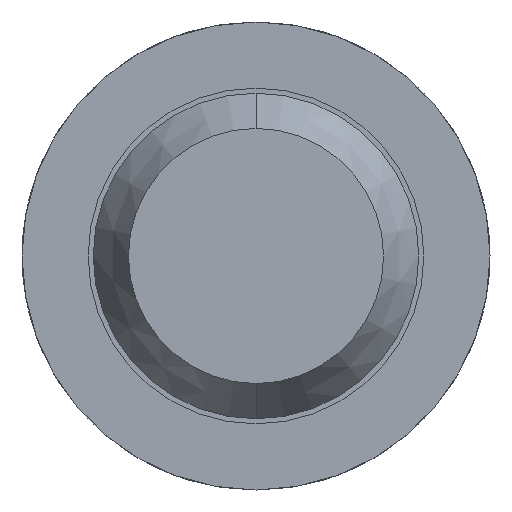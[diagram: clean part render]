
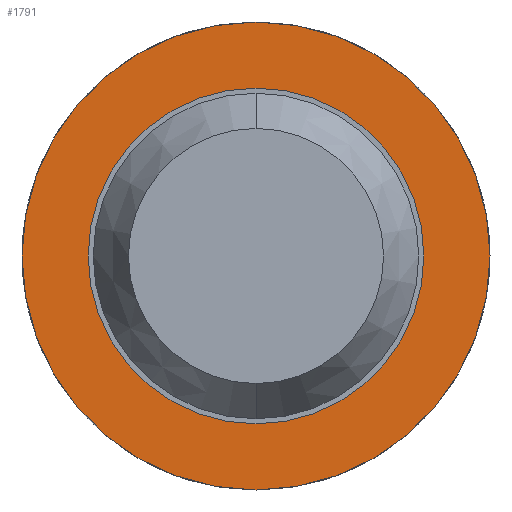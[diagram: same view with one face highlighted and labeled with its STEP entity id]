
A CAD part, front view. The second image highlights one B-rep face of the part: STEP entity #1791.
In plain terms, the highlighted planar face has unit normal (0, -1, 0).
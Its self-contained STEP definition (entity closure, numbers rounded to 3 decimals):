
#5 = VERTEX_POINT ( 'NONE', #979 ) ;
#27 = CARTESIAN_POINT ( 'NONE',  ( 0., -1.7, -1.15 ) ) ;
#404 = AXIS2_PLACEMENT_3D ( 'NONE', #437, #1580, #4621 ) ;
#437 = CARTESIAN_POINT ( 'NONE',  ( 0., -1.7, 0. ) ) ;
#565 = PLANE ( 'NONE',  #4799 ) ;
#738 = ORIENTED_EDGE ( 'NONE', *, *, #3310, .F. ) ;
#776 = CARTESIAN_POINT ( 'NONE',  ( 0., -1.7, 0. ) ) ;
#979 = CARTESIAN_POINT ( 'NONE',  ( 0., -1.7, 0.825 ) ) ;
#1096 = CIRCLE ( 'NONE', #404, 0.825 ) ;
#1189 = VERTEX_POINT ( 'NONE', #2589 ) ;
#1223 = EDGE_CURVE ( 'Defeature ausgef�hrt1_35+Defeature ausgef�hrt1_34+Defeature ausgef�hrt1_34+Defeature ausgef�hrt1_34', #5, #1189, #1839, .T. ) ;
#1255 = VERTEX_POINT ( 'NONE', #27 ) ;
#1281 = ORIENTED_EDGE ( 'NONE', *, *, #1223, .T. ) ;
#1345 = EDGE_CURVE ( 'Defeature ausgef�hrt1_35+Defeature ausgef�hrt1_34+Defeature ausgef�hrt1_34+Defeature ausgef�hrt1_34', #1189, #5, #1096, .T. ) ;
#1401 = VERTEX_POINT ( 'NONE', #4036 ) ;
#1580 = DIRECTION ( 'NONE',  ( 0., 1., 0. ) ) ;
#1636 = CARTESIAN_POINT ( 'NONE',  ( 0., -1.7, 0. ) ) ;
#1729 = ORIENTED_EDGE ( 'NONE', *, *, #1345, .T. ) ;
#1791 = ADVANCED_FACE ( 'Defeature ausgef�hrt1_35', ( #2325, #4311 ), #565, .F. ) ;
#1837 = DIRECTION ( 'NONE',  ( 0., 1., 0. ) ) ;
#1839 = CIRCLE ( 'NONE', #4805, 0.825 ) ;
#2272 = DIRECTION ( 'NONE',  ( 0., 0., 1. ) ) ;
#2325 = FACE_OUTER_BOUND ( 'NONE', #3820, .T. ) ;
#2374 = CIRCLE ( 'NONE', #2606, 1.15 ) ;
#2379 = DIRECTION ( 'NONE',  ( 0., 0., 1. ) ) ;
#2402 = DIRECTION ( 'NONE',  ( 0., 1., 0. ) ) ;
#2589 = CARTESIAN_POINT ( 'NONE',  ( 0., -1.7, -0.825 ) ) ;
#2606 = AXIS2_PLACEMENT_3D ( 'NONE', #4427, #1837, #4456 ) ;
#3148 = ORIENTED_EDGE ( 'NONE', *, *, #4469, .F. ) ;
#3185 = DIRECTION ( 'NONE',  ( 0., 1., 0. ) ) ;
#3310 = EDGE_CURVE ( 'Defeature ausgef�hrt1_28+Defeature ausgef�hrt1_35+Defeature ausgef�hrt1_35+Defeature ausgef�hrt1_35', #1255, #1401, #3798, .T. ) ;
#3394 = DIRECTION ( 'NONE',  ( 0., 1., 0. ) ) ;
#3554 = CARTESIAN_POINT ( 'NONE',  ( 0.825, -1.7, 0. ) ) ;
#3798 = CIRCLE ( 'NONE', #4740, 1.15 ) ;
#3820 = EDGE_LOOP ( 'NONE', ( #3148, #738 ) ) ;
#4036 = CARTESIAN_POINT ( 'NONE',  ( 0., -1.7, 1.15 ) ) ;
#4047 = EDGE_LOOP ( 'NONE', ( #1281, #1729 ) ) ;
#4311 = FACE_BOUND ( 'NONE', #4047, .T. ) ;
#4427 = CARTESIAN_POINT ( 'NONE',  ( 0., -1.7, 0. ) ) ;
#4456 = DIRECTION ( 'NONE',  ( 0., 0., 1. ) ) ;
#4469 = EDGE_CURVE ( 'Defeature ausgef�hrt1_28+Defeature ausgef�hrt1_35+Defeature ausgef�hrt1_35+Defeature ausgef�hrt1_35', #1401, #1255, #2374, .T. ) ;
#4621 = DIRECTION ( 'NONE',  ( 0., 0., 1. ) ) ;
#4727 = DIRECTION ( 'NONE',  ( 0., 0., 1. ) ) ;
#4740 = AXIS2_PLACEMENT_3D ( 'NONE', #1636, #2402, #2379 ) ;
#4799 = AXIS2_PLACEMENT_3D ( 'NONE', #3554, #3185, #4727 ) ;
#4805 = AXIS2_PLACEMENT_3D ( 'NONE', #776, #3394, #2272 ) ;
